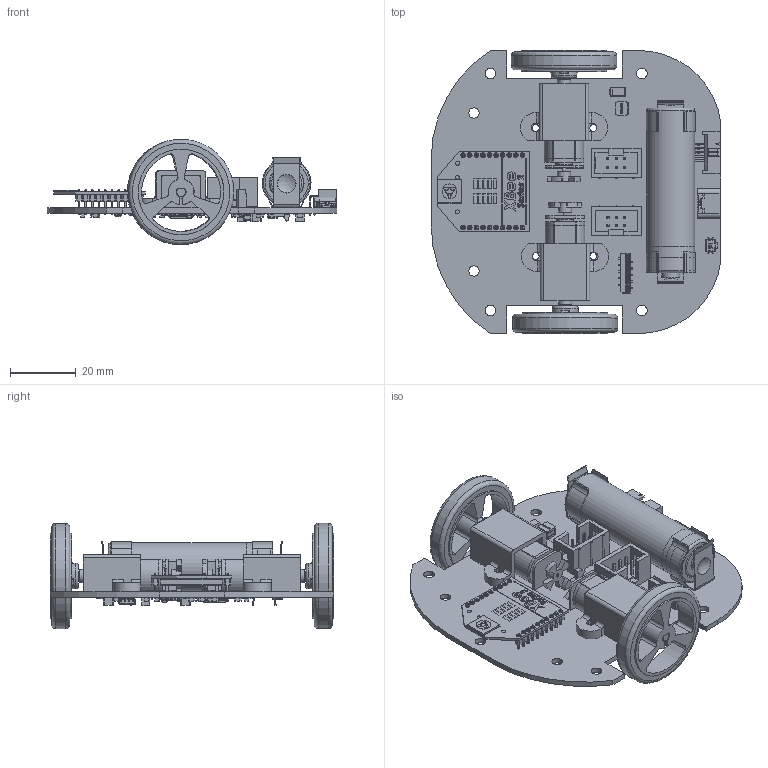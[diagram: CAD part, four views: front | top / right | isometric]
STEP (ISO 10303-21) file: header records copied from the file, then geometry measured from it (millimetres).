
FILE_DESCRIPTION(('KiCad electronic assembly'),'2;1');
FILE_NAME('dumber-v3.2.step','2022-11-18T14:13:42',('Pcbnew'),('Kicad'), 'Open CASCADE STEP processor 7.5','KiCad to STEP converter','Unknown' );
FILE_SCHEMA(('AUTOMOTIVE_DESIGN { 1 0 10303 214 1 1 1 1 }'));
Length unit declared in the file: millimetre
Products named in the file (48): dumber-v3.2 1; Bloc_roue; COMPOUND; EVQP7-JA-01P; SOLID; IDC-Header_2x03_P2.54mm_Vertical; D_SMA; 1-84982-0; GL2003 AA Battery Clip MPD BK-92; Saft LS 14500 AA Size Lithium Battery v2; USB4125-GF-A; SHF-105-01-L-D-RA; ASPI-4030S; User Library-XBee-Chip; C_0805_2012Metric; R_0805_2012Metric; LQFP-48_7x7mm_P0.5mm; SOT-23-8; TSOP-6_1.65x3.05mm_P0.95mm; R_Array_Convex_4x1206; SSOP-10_3.9x4.9mm_P1.00mm; C_1210_3225Metric; VFQFPN-16_STM; SOT-23-5; SOT1061; SO8; dumber-v3 PCB
Assembly tree (95 placements, depth 3):
  dumber-v3.2 1
    Bloc_roue  x2
      COMPOUND
    EVQP7-JA-01P
      SOLID
    IDC-Header_2x03_P2.54mm_Vertical  x2
      SOLID
    D_SMA
      SOLID
    1-84982-0
      SOLID
    GL2003 AA Battery Clip MPD BK-92  x2
      SOLID
    Saft LS 14500 AA Size Lithium Battery v2
      SOLID
    USB4125-GF-A
      COMPOUND
    SHF-105-01-L-D-RA
      COMPOUND
    ASPI-4030S
      SOLID
    User Library-XBee-Chip
      COMPOUND
    C_0805_2012Metric  x18
      SOLID
    R_0805_2012Metric  x25
      SOLID
    LQFP-48_7x7mm_P0.5mm
      SOLID
    SOT-23-8
      SOLID
    TSOP-6_1.65x3.05mm_P0.95mm  x2
      SOLID
    R_Array_Convex_4x1206  x2
      SOLID
    SSOP-10_3.9x4.9mm_P1.00mm
      SOLID
    C_1210_3225Metric  x3
      SOLID
    VFQFPN-16_STM
      COMPOUND
    SOT-23-5
      SOLID
    SOT1061
      COMPOUND
    SO8
      SOLID
    dumber-v3 PCB
Bounding box: 88 x 86.18 x 31.98 mm (x, y, z)
Volume: 35734.8 mm3; surface area: 39076.2 mm2
Topology: 134 solids, 809 shells, 7116 faces, 20732 edges, 14739 vertices
Faces by surface type: plane 4837, cylinder 1707, bspline 452, torus 88, cone 20, sphere 12
Full cylindrical faces by diameter (mm): 0.02 x2, 0.05 x2, 0.1 x2, 0.157 x1, 0.2 x1, 0.3 x4, 0.5 x1, 0.65 x10, 0.7 x20, 1 x28, 1.9 x4, 2.1 x4, 3.2 x7, 4 x4, 5 x2, 5.5 x1, 10.433 x2, 14.65 x3, 26 x4, 32 x2
Entity records: 410179 total; most frequent: CARTESIAN_POINT 105580, DIRECTION 52457, LINE 36105, VECTOR 36105, ORIENTED_EDGE 27715, PCURVE 27715, DEFINITIONAL_REPRESENTATION 27715, EDGE_CURVE 15805
